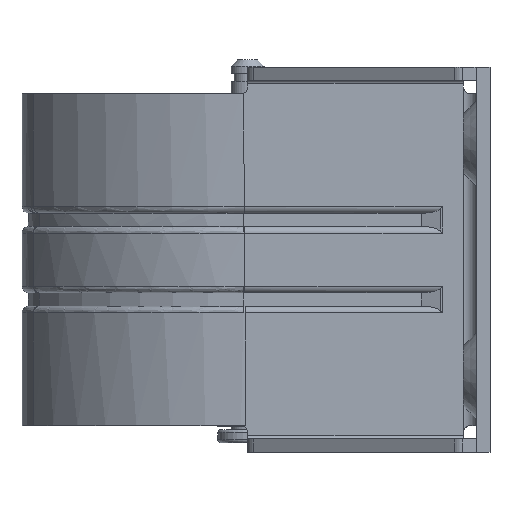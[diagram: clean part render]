
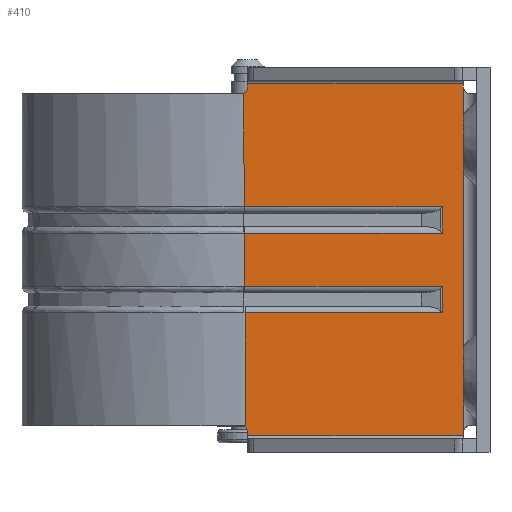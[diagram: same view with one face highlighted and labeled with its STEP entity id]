
A CAD part, left-side view. The second image highlights one B-rep face of the part: STEP entity #410.
In plain terms, the highlighted planar face has unit normal (-1, 0, 0).
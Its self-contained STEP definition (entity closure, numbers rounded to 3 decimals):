
#328=PLANE('',#5274);
#410=ADVANCED_FACE('',(#850),#328,.F.);
#850=FACE_OUTER_BOUND('',#1128,.T.);
#1128=EDGE_LOOP('',(#2268,#2269,#2270,#2271,#2272,#2273,#2274,#2275,#2276,
#2277,#2278,#2279,#2280,#2281,#2282,#2283,#2284,#2285,#2286,#2287,#2288));
#1479=B_SPLINE_CURVE_WITH_KNOTS('',3,(#7127,#7128,#7129,#7130),
 .UNSPECIFIED.,.F.,.F.,(4,4),(0.,1.),.UNSPECIFIED.);
#1481=B_SPLINE_CURVE_WITH_KNOTS('',3,(#7142,#7143,#7144,#7145),
 .UNSPECIFIED.,.F.,.F.,(4,4),(0.,1.),.UNSPECIFIED.);
#1488=B_SPLINE_CURVE_WITH_KNOTS('',3,(#7230,#7231,#7232,#7233),
 .UNSPECIFIED.,.F.,.F.,(4,4),(0.,1.),.UNSPECIFIED.);
#1489=B_SPLINE_CURVE_WITH_KNOTS('',3,(#7235,#7236,#7237,#7238),
 .UNSPECIFIED.,.F.,.F.,(4,4),(0.,1.),.UNSPECIFIED.);
#1668=LINE('',#7132,#1951);
#1683=LINE('',#7228,#1966);
#1684=LINE('',#7245,#1967);
#1685=LINE('',#7248,#1968);
#1686=LINE('',#7249,#1969);
#1687=LINE('',#7251,#1970);
#1688=LINE('',#7253,#1971);
#1689=LINE('',#7256,#1972);
#1690=LINE('',#7258,#1973);
#1691=LINE('',#7260,#1974);
#1692=LINE('',#7262,#1975);
#1693=LINE('',#7264,#1976);
#1694=LINE('',#7266,#1977);
#1695=LINE('',#7268,#1978);
#1696=LINE('',#7271,#1979);
#1951=VECTOR('',#5793,1.);
#1966=VECTOR('',#5822,1.);
#1967=VECTOR('',#5825,1.);
#1968=VECTOR('',#5826,1.);
#1969=VECTOR('',#5827,1.);
#1970=VECTOR('',#5828,1.);
#1971=VECTOR('',#5829,1.);
#1972=VECTOR('',#5832,1.);
#1973=VECTOR('',#5833,1.);
#1974=VECTOR('',#5834,1.);
#1975=VECTOR('',#5835,1.);
#1976=VECTOR('',#5836,1.);
#1977=VECTOR('',#5837,1.);
#1978=VECTOR('',#5838,1.);
#1979=VECTOR('',#5841,1.);
#2268=ORIENTED_EDGE('',*,*,#4279,.T.);
#2269=ORIENTED_EDGE('',*,*,#4280,.T.);
#2270=ORIENTED_EDGE('',*,*,#4251,.T.);
#2271=ORIENTED_EDGE('',*,*,#4281,.T.);
#2272=ORIENTED_EDGE('',*,*,#4282,.T.);
#2273=ORIENTED_EDGE('',*,*,#4283,.T.);
#2274=ORIENTED_EDGE('',*,*,#4277,.T.);
#2275=ORIENTED_EDGE('',*,*,#4276,.T.);
#2276=ORIENTED_EDGE('',*,*,#4275,.T.);
#2277=ORIENTED_EDGE('',*,*,#4284,.T.);
#2278=ORIENTED_EDGE('',*,*,#4285,.T.);
#2279=ORIENTED_EDGE('',*,*,#4286,.T.);
#2280=ORIENTED_EDGE('',*,*,#4287,.F.);
#2281=ORIENTED_EDGE('',*,*,#4288,.F.);
#2282=ORIENTED_EDGE('',*,*,#4289,.F.);
#2283=ORIENTED_EDGE('',*,*,#4290,.T.);
#2284=ORIENTED_EDGE('',*,*,#4291,.T.);
#2285=ORIENTED_EDGE('',*,*,#4292,.T.);
#2286=ORIENTED_EDGE('',*,*,#4248,.T.);
#2287=ORIENTED_EDGE('',*,*,#4247,.T.);
#2288=ORIENTED_EDGE('',*,*,#4293,.T.);
#3764=VERTEX_POINT('',#7126);
#3765=VERTEX_POINT('',#7131);
#3766=VERTEX_POINT('',#7133);
#3768=VERTEX_POINT('',#7141);
#3769=VERTEX_POINT('',#7146);
#3792=VERTEX_POINT('',#7227);
#3793=VERTEX_POINT('',#7229);
#3794=VERTEX_POINT('',#7234);
#3795=VERTEX_POINT('',#7239);
#3796=VERTEX_POINT('',#7246);
#3797=VERTEX_POINT('',#7247);
#3798=VERTEX_POINT('',#7250);
#3799=VERTEX_POINT('',#7252);
#3800=VERTEX_POINT('',#7255);
#3801=VERTEX_POINT('',#7257);
#3802=VERTEX_POINT('',#7259);
#3803=VERTEX_POINT('',#7261);
#3804=VERTEX_POINT('',#7263);
#3805=VERTEX_POINT('',#7265);
#3806=VERTEX_POINT('',#7267);
#3807=VERTEX_POINT('',#7269);
#4247=EDGE_CURVE('',#3765,#3764,#1479,.T.);
#4248=EDGE_CURVE('',#3766,#3765,#1668,.T.);
#4251=EDGE_CURVE('',#3769,#3768,#1481,.T.);
#4275=EDGE_CURVE('',#3793,#3792,#1683,.T.);
#4276=EDGE_CURVE('',#3794,#3793,#1488,.T.);
#4277=EDGE_CURVE('',#3795,#3794,#1489,.T.);
#4279=EDGE_CURVE('',#3796,#3797,#1684,.T.);
#4280=EDGE_CURVE('',#3797,#3769,#1685,.T.);
#4281=EDGE_CURVE('',#3768,#3798,#1686,.T.);
#4282=EDGE_CURVE('',#3798,#3799,#1687,.T.);
#4283=EDGE_CURVE('',#3799,#3795,#1688,.T.);
#4284=EDGE_CURVE('',#3792,#3800,#5014,.T.);
#4285=EDGE_CURVE('',#3800,#3801,#1689,.T.);
#4286=EDGE_CURVE('',#3801,#3802,#1690,.T.);
#4287=EDGE_CURVE('',#3803,#3802,#1691,.T.);
#4288=EDGE_CURVE('',#3804,#3803,#1692,.T.);
#4289=EDGE_CURVE('',#3805,#3804,#1693,.T.);
#4290=EDGE_CURVE('',#3805,#3806,#1694,.T.);
#4291=EDGE_CURVE('',#3806,#3807,#1695,.T.);
#4292=EDGE_CURVE('',#3807,#3766,#5015,.T.);
#4293=EDGE_CURVE('',#3764,#3796,#1696,.T.);
#5014=CIRCLE('',#5272,1.);
#5015=CIRCLE('',#5273,1.);
#5272=AXIS2_PLACEMENT_3D('',#7254,#5830,#5831);
#5273=AXIS2_PLACEMENT_3D('',#7270,#5839,#5840);
#5274=AXIS2_PLACEMENT_3D('',#7272,#5842,#5843);
#5793=DIRECTION('',(0.,0.,-1.));
#5822=DIRECTION('',(0.,0.,-1.));
#5825=DIRECTION('',(0.,0.,-1.));
#5826=DIRECTION('',(0.,1.,0.));
#5827=DIRECTION('',(0.,-1.,0.));
#5828=DIRECTION('',(0.,0.,-1.));
#5829=DIRECTION('',(0.,1.,0.));
#5830=DIRECTION('',(1.,0.,0.));
#5831=DIRECTION('',(0.,1.,0.));
#5832=DIRECTION('',(0.,0.,-1.));
#5833=DIRECTION('',(0.,-1.,0.));
#5834=DIRECTION('',(0.,0.,-1.));
#5835=DIRECTION('',(0.,0.,-1.));
#5836=DIRECTION('',(0.,0.,-1.));
#5837=DIRECTION('',(0.,1.,0.));
#5838=DIRECTION('',(0.,0.,-1.));
#5839=DIRECTION('',(1.,0.,0.));
#5840=DIRECTION('',(0.,1.,0.));
#5841=DIRECTION('',(0.,-1.,0.));
#5842=DIRECTION('',(1.,0.,0.));
#5843=DIRECTION('',(0.,1.,0.));
#7126=CARTESIAN_POINT('',(856.703,42.928,-22.));
#7127=CARTESIAN_POINT('',(856.703,43.049,-5.));
#7128=CARTESIAN_POINT('',(856.703,43.009,-10.667));
#7129=CARTESIAN_POINT('',(856.703,42.968,-16.333));
#7130=CARTESIAN_POINT('',(856.703,42.928,-22.));
#7131=CARTESIAN_POINT('',(856.703,43.049,-5.));
#7132=CARTESIAN_POINT('',(856.703,43.049,0.));
#7133=CARTESIAN_POINT('',(856.703,43.049,-4.93));
#7141=CARTESIAN_POINT('',(856.704,42.842,-34.));
#7142=CARTESIAN_POINT('',(856.703,42.899,-26.));
#7143=CARTESIAN_POINT('',(856.703,42.88,-28.667));
#7144=CARTESIAN_POINT('',(856.703,42.861,-31.333));
#7145=CARTESIAN_POINT('',(856.703,42.842,-34.));
#7146=CARTESIAN_POINT('',(856.703,42.899,-26.));
#7227=CARTESIAN_POINT('',(856.703,43.05,-55.069));
#7228=CARTESIAN_POINT('',(856.703,43.049,-55.031));
#7229=CARTESIAN_POINT('',(856.703,43.049,-55.));
#7230=CARTESIAN_POINT('',(856.703,42.693,-55.));
#7231=CARTESIAN_POINT('',(856.703,42.811,-55.));
#7232=CARTESIAN_POINT('',(856.703,42.93,-55.));
#7233=CARTESIAN_POINT('',(856.703,43.049,-55.));
#7234=CARTESIAN_POINT('',(856.703,42.693,-55.));
#7235=CARTESIAN_POINT('',(856.703,42.814,-38.));
#7236=CARTESIAN_POINT('',(856.703,42.773,-43.667));
#7237=CARTESIAN_POINT('',(856.703,42.733,-49.333));
#7238=CARTESIAN_POINT('',(856.703,42.693,-55.));
#7239=CARTESIAN_POINT('',(856.704,42.814,-38.));
#7245=CARTESIAN_POINT('',(856.703,13.114,-26.));
#7246=CARTESIAN_POINT('',(856.703,13.114,-22.));
#7247=CARTESIAN_POINT('',(856.703,13.114,-26.));
#7248=CARTESIAN_POINT('',(856.703,42.693,-26.));
#7249=CARTESIAN_POINT('',(856.703,13.277,-34.));
#7250=CARTESIAN_POINT('',(856.703,13.114,-34.));
#7251=CARTESIAN_POINT('',(856.703,13.114,-38.));
#7252=CARTESIAN_POINT('',(856.703,13.114,-38.));
#7253=CARTESIAN_POINT('',(856.703,42.693,-38.));
#7254=CARTESIAN_POINT('',(856.703,43.417,-56.));
#7255=CARTESIAN_POINT('',(856.703,42.417,-56.));
#7256=CARTESIAN_POINT('',(856.703,42.417,0.));
#7257=CARTESIAN_POINT('',(856.703,42.417,-56.5));
#7258=CARTESIAN_POINT('',(856.703,9.917,-56.5));
#7259=CARTESIAN_POINT('',(856.703,9.917,-56.5));
#7260=CARTESIAN_POINT('',(856.703,9.917,0.));
#7261=CARTESIAN_POINT('',(856.703,9.917,-56.));
#7262=CARTESIAN_POINT('',(856.703,9.917,0.));
#7263=CARTESIAN_POINT('',(856.703,9.917,-4.));
#7264=CARTESIAN_POINT('',(856.703,9.917,0.));
#7265=CARTESIAN_POINT('',(856.703,9.917,-3.5));
#7266=CARTESIAN_POINT('',(856.703,42.693,-3.5));
#7267=CARTESIAN_POINT('',(856.703,42.417,-3.5));
#7268=CARTESIAN_POINT('',(856.703,42.417,0.));
#7269=CARTESIAN_POINT('',(856.703,42.417,-4.));
#7270=CARTESIAN_POINT('',(856.703,43.417,-4.));
#7271=CARTESIAN_POINT('',(856.703,13.277,-22.));
#7272=CARTESIAN_POINT('',(856.703,42.693,0.));
